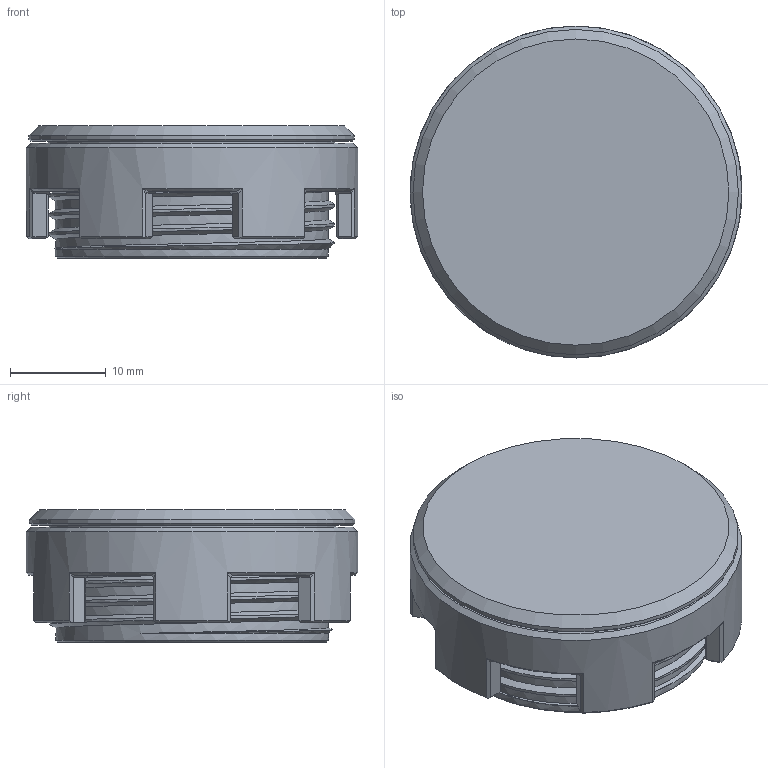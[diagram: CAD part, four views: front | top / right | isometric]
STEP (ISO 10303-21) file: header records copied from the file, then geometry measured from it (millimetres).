
FILE_DESCRIPTION(/* description */ (''),/* implementation_level */ '2;1');
FILE_NAME(/* name */ 'Plug 30mm.step',/* time_stamp */ '2025-04-24T21:25:43-04:00',/* author */ (''),/* organization */ (''),/* preprocessor_version */ 'ST-DEVELOPER v20.1',/* originating_system */ 'Autodesk Translation Framework v14.4.0.0',/* authorisation */ '');
FILE_SCHEMA (('AUTOMOTIVE_DESIGN { 1 0 10303 214 3 1 1 }'));
Length unit declared in the file: millimetre
Products named in the file (1): cherry mx v28
Bounding box: 34.68 x 34.68 x 13.8 mm (x, y, z)
Volume: 6441.1 mm3; surface area: 6199.1 mm2
Topology: 2 solids, 2 shells, 157 faces, 383 edges, 232 vertices
Faces by surface type: plane 96, cylinder 30, cone 27, bspline 4
Full cylindrical faces by diameter (mm): 26 x1, 28.5 x5, 29.07 x1, 29.822 x4, 30 x1, 30.418 x2, 30.5 x1, 34 x1, 34.68 x1
Entity records: 7334 total; most frequent: CARTESIAN_POINT 3839, ORIENTED_EDGE 766, DIRECTION 668, EDGE_CURVE 383, AXIS2_PLACEMENT_3D 238, VERTEX_POINT 232, LINE 192, VECTOR 192
